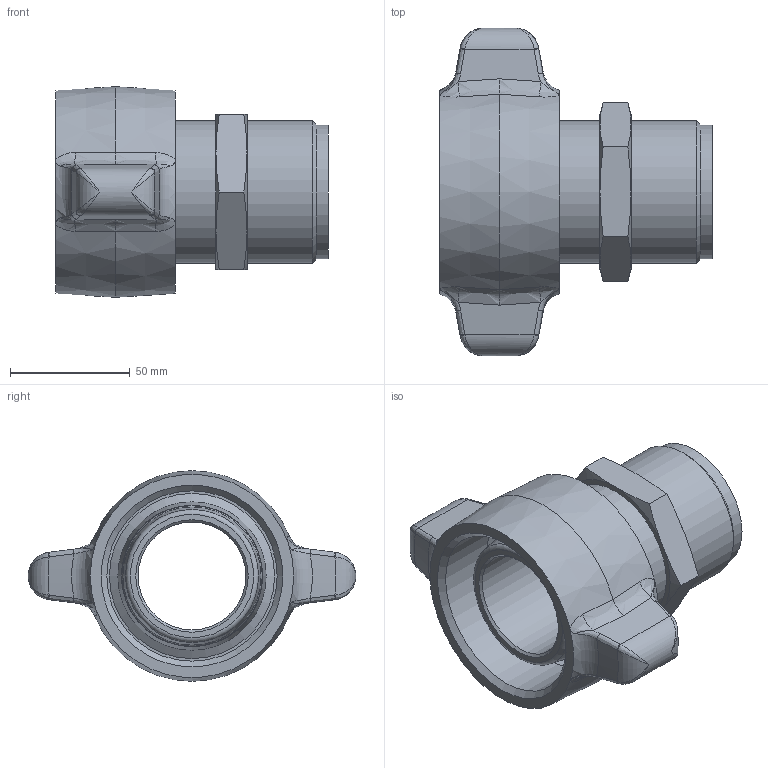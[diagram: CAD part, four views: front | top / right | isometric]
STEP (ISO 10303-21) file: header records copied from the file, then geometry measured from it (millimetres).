
FILE_DESCRIPTION(/* description */ ('KEGELVERSCHRAUBUNG'),/* implementation_level */ '2;1');
FILE_NAME(/* name */ '75_20_a.stp',/* time_stamp */ '2020-04-14T07:49:00+02:00',/* author */ ('meier'),/* organization */ (''),/* preprocessor_version */ 'ST-DEVELOPER v17',/* originating_system */ 'Autodesk Inventor 2018',/* authorisation */ '275954,47 mm^3');
FILE_SCHEMA (('AUTOMOTIVE_DESIGN { 1 0 10303 214 3 1 1 }'));
Length unit declared in the file: millimetre
Products named in the file (5): 20071108G0000000-00; ST 50/20 A-F; 20051027B0000005-00; UM 75-61-U; O-RING 48
Assembly tree (4 placements, depth 2):
  20071108G0000000-00
    ST 50/20 A-F
    20051027B0000005-00
    UM 75-61-U
    O-RING 48
Bounding box: 114 x 137 x 88 mm (x, y, z)
Volume: 276002.3 mm3; surface area: 81200.1 mm2
Topology: 4 solids, 4 shells, 124 faces, 307 edges, 185 vertices
Faces by surface type: bspline 48, cone 32, plane 20, torus 14, cylinder 10
Full cylindrical faces by diameter (mm): 45 x1, 56 x1, 56.66 x1, 59.614 x1, 61 x1, 69 x1, 71.19 x1, 76 x1
Entity records: 5658 total; most frequent: CARTESIAN_POINT 2745, ORIENTED_EDGE 598, DIRECTION 474, EDGE_CURVE 299, AXIS2_PLACEMENT_3D 222, VERTEX_POINT 185, CIRCLE 137, EDGE_LOOP 134
